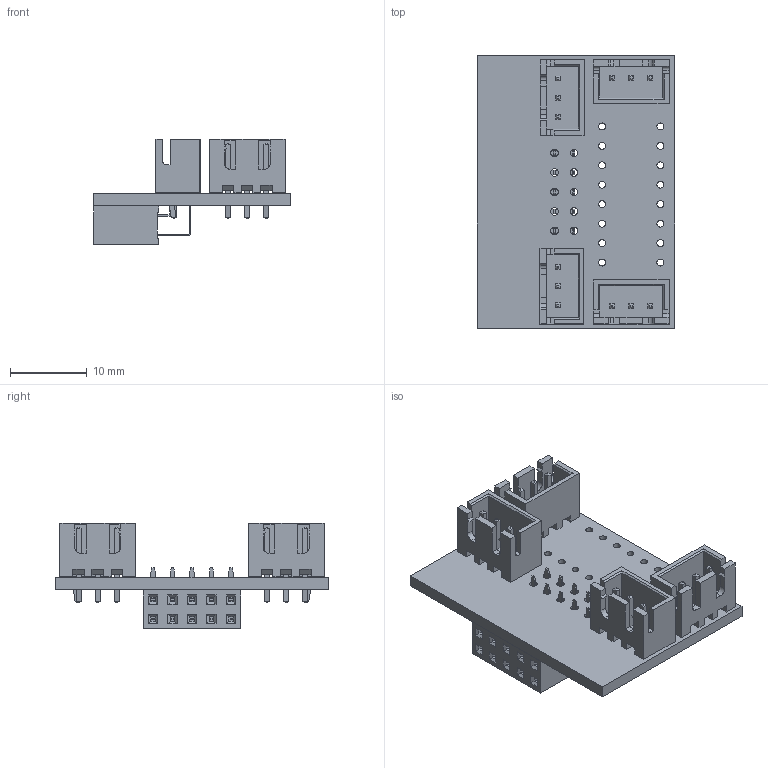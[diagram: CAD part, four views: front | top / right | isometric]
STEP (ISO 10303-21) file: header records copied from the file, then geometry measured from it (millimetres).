
FILE_DESCRIPTION(('KiCad electronic assembly'),'2;1');
FILE_NAME('octopixel.step','2024-10-25T18:11:13',('Pcbnew'),('Kicad'), 'Open CASCADE STEP processor 7.7','KiCad to STEP converter','Unknown' );
FILE_SCHEMA(('AUTOMOTIVE_DESIGN { 1 0 10303 214 1 1 1 1 }'));
Length unit declared in the file: millimetre
Products named in the file (6): octopixel 1; JST_XH_B3B-XH-A_1x03_P2.50mm_Vertical; JST_B3B_XH_A; PinSocket_2x05_P2.54mm_Horizontal; PinSocket_2x05_P254mm_Horizontal; octopixel_PCB
Assembly tree (8 placements, depth 3):
  octopixel 1
    JST_XH_B3B-XH-A_1x03_P2.50mm_Vertical  x4
      JST_B3B_XH_A
    PinSocket_2x05_P2.54mm_Horizontal
      PinSocket_2x05_P254mm_Horizontal
    octopixel_PCB
Bounding box: 25.78 x 35.53 x 13.78 mm (x, y, z)
Volume: 2748.8 mm3; surface area: 5016.1 mm2
Topology: 6 solids, 6 shells, 876 faces, 2318 edges, 1508 vertices
Faces by surface type: plane 798, cylinder 78
Full cylindrical faces by diameter (mm): 0.9 x16, 0.95 x12, 1 x10, 1.2 x4
Entity records: 19615 total; most frequent: CARTESIAN_POINT 2833, ORIENTED_EDGE 2782, DIRECTION 2591, EDGE_CURVE 1391, LINE 1259, VECTOR 1259, VERTEX_POINT 908, AXIS2_PLACEMENT_3D 666
